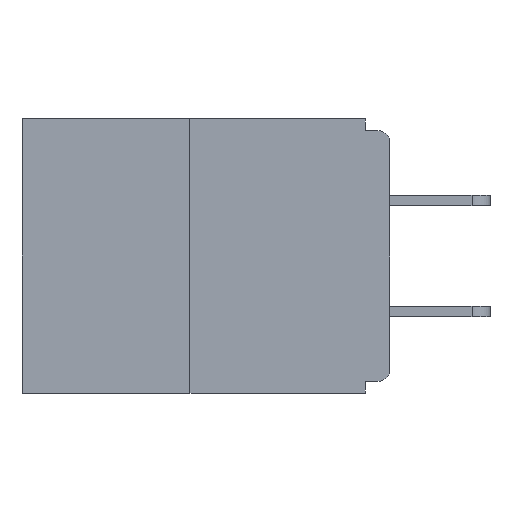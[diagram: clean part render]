
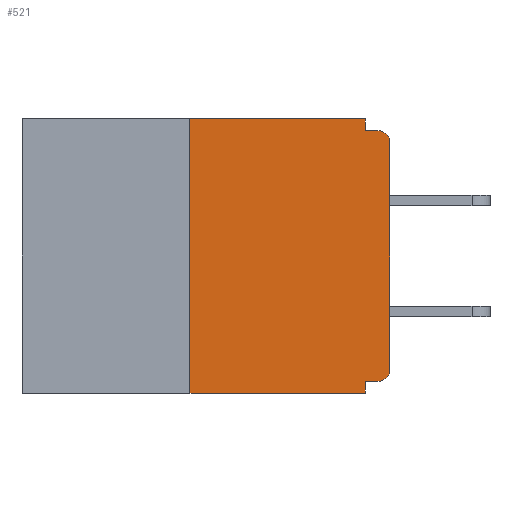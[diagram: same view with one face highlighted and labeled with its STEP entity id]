
A CAD part, left-side view. The second image highlights one B-rep face of the part: STEP entity #521.
In plain terms, the highlighted planar face has unit normal (-1, 0, 0).
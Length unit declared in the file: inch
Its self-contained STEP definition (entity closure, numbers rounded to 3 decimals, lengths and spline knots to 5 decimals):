
#73 = VECTOR ( 'NONE', #6865, 39.37008 ) ;
#326 = VERTEX_POINT ( 'NONE', #7488 ) ;
#396 = AXIS2_PLACEMENT_3D ( 'NONE', #4456, #3144, #3243 ) ;
#521 = ADVANCED_FACE ( 'NONE', ( #820 ), #905, .F. ) ;
#533 = ORIENTED_EDGE ( 'NONE', *, *, #2108, .F. ) ;
#676 = EDGE_CURVE ( 'NONE', #3269, #11327, #11680, .T. ) ;
#761 = DIRECTION ( 'NONE',  ( 0., 0., 1. ) ) ;
#772 = AXIS2_PLACEMENT_3D ( 'NONE', #11336, #5905, #13767 ) ;
#812 = ORIENTED_EDGE ( 'NONE', *, *, #2294, .F. ) ;
#820 = FACE_OUTER_BOUND ( 'NONE', #9749, .T. ) ;
#843 = ORIENTED_EDGE ( 'NONE', *, *, #1944, .F. ) ;
#905 = PLANE ( 'NONE',  #396 ) ;
#929 = LINE ( 'NONE', #5341, #12535 ) ;
#1003 = CARTESIAN_POINT ( 'NONE',  ( 0., 0.031, -0.343 ) ) ;
#1634 = DIRECTION ( 'NONE',  ( 0., -1., 0. ) ) ;
#1913 = VECTOR ( 'NONE', #1634, 39.37008 ) ;
#1944 = EDGE_CURVE ( 'NONE', #8521, #3269, #3128, .T. ) ;
#2108 = EDGE_CURVE ( 'NONE', #5425, #14308, #9280, .T. ) ;
#2255 = VECTOR ( 'NONE', #6893, 39.37008 ) ;
#2294 = EDGE_CURVE ( 'NONE', #5218, #326, #3323, .T. ) ;
#2500 = CARTESIAN_POINT ( 'NONE',  ( 0., 0.031, -0.328 ) ) ;
#2507 = CARTESIAN_POINT ( 'NONE',  ( 0., 0., -0.015 ) ) ;
#2766 = CARTESIAN_POINT ( 'NONE',  ( 0., 0., 0. ) ) ;
#3091 = CARTESIAN_POINT ( 'NONE',  ( 0., 0.25, 0. ) ) ;
#3119 = EDGE_CURVE ( 'NONE', #326, #5425, #929, .T. ) ;
#3128 = LINE ( 'NONE', #3456, #5471 ) ;
#3144 = DIRECTION ( 'NONE',  ( 1., 0., 0. ) ) ;
#3243 = DIRECTION ( 'NONE',  ( 0., 0., -1. ) ) ;
#3269 = VERTEX_POINT ( 'NONE', #2500 ) ;
#3290 = ORIENTED_EDGE ( 'NONE', *, *, #3119, .F. ) ;
#3323 = LINE ( 'NONE', #3091, #5656 ) ;
#3456 = CARTESIAN_POINT ( 'NONE',  ( 0., 0., -0.328 ) ) ;
#4136 = CARTESIAN_POINT ( 'NONE',  ( 0., 0.015, -0.015 ) ) ;
#4157 = AXIS2_PLACEMENT_3D ( 'NONE', #8729, #9845, #12122 ) ;
#4449 = LINE ( 'NONE', #2507, #2255 ) ;
#4456 = CARTESIAN_POINT ( 'NONE',  ( 0., 0.46, 0. ) ) ;
#4621 = ORIENTED_EDGE ( 'NONE', *, *, #676, .F. ) ;
#4774 = EDGE_CURVE ( 'NONE', #14308, #7155, #4449, .T. ) ;
#4889 = ORIENTED_EDGE ( 'NONE', *, *, #6385, .T. ) ;
#5218 = VERTEX_POINT ( 'NONE', #12572 ) ;
#5229 = ORIENTED_EDGE ( 'NONE', *, *, #9146, .T. ) ;
#5341 = CARTESIAN_POINT ( 'NONE',  ( 0., 0.46, 0. ) ) ;
#5425 = VERTEX_POINT ( 'NONE', #14030 ) ;
#5471 = VECTOR ( 'NONE', #5923, 39.37008 ) ;
#5554 = CARTESIAN_POINT ( 'NONE',  ( 0., 0., -0.03 ) ) ;
#5656 = VECTOR ( 'NONE', #761, 39.37008 ) ;
#5905 = DIRECTION ( 'NONE',  ( -1., 0., 0. ) ) ;
#5923 = DIRECTION ( 'NONE',  ( 0., 1., 0. ) ) ;
#6094 = LINE ( 'NONE', #2766, #13729 ) ;
#6106 = VERTEX_POINT ( 'NONE', #13516 ) ;
#6373 = CARTESIAN_POINT ( 'NONE',  ( 0., 0.46, -0.343 ) ) ;
#6385 = EDGE_CURVE ( 'NONE', #9298, #7155, #14821, .T. ) ;
#6865 = DIRECTION ( 'NONE',  ( 0., 0., -1. ) ) ;
#6869 = EDGE_CURVE ( 'NONE', #6106, #9298, #6094, .T. ) ;
#6893 = DIRECTION ( 'NONE',  ( 0., -1., 0. ) ) ;
#7155 = VERTEX_POINT ( 'NONE', #4136 ) ;
#7488 = CARTESIAN_POINT ( 'NONE',  ( 0., 0.25, 0. ) ) ;
#8506 = CARTESIAN_POINT ( 'NONE',  ( 0., 0.031, 0. ) ) ;
#8521 = VERTEX_POINT ( 'NONE', #8855 ) ;
#8669 = CARTESIAN_POINT ( 'NONE',  ( 0., 0.031, -0.015 ) ) ;
#8729 = CARTESIAN_POINT ( 'NONE',  ( 0., 0.015, -0.03 ) ) ;
#8796 = DIRECTION ( 'NONE',  ( 0., -1., 0. ) ) ;
#8855 = CARTESIAN_POINT ( 'NONE',  ( 0., 0.015, -0.328 ) ) ;
#9036 = CARTESIAN_POINT ( 'NONE',  ( 0., 0.031, -0.343 ) ) ;
#9146 = EDGE_CURVE ( 'NONE', #8521, #6106, #9291, .T. ) ;
#9280 = LINE ( 'NONE', #8506, #10919 ) ;
#9291 = CIRCLE ( 'NONE', #772, 0.015 ) ;
#9298 = VERTEX_POINT ( 'NONE', #5554 ) ;
#9749 = EDGE_LOOP ( 'NONE', ( #3290, #812, #14010, #4621, #843, #5229, #9895, #4889, #11249, #533 ) ) ;
#9845 = DIRECTION ( 'NONE',  ( -1., 0., 0. ) ) ;
#9895 = ORIENTED_EDGE ( 'NONE', *, *, #6869, .T. ) ;
#10882 = DIRECTION ( 'NONE',  ( 0., 0., 1. ) ) ;
#10919 = VECTOR ( 'NONE', #11758, 39.37008 ) ;
#11249 = ORIENTED_EDGE ( 'NONE', *, *, #4774, .F. ) ;
#11327 = VERTEX_POINT ( 'NONE', #9036 ) ;
#11336 = CARTESIAN_POINT ( 'NONE',  ( 0., 0.015, -0.313 ) ) ;
#11680 = LINE ( 'NONE', #1003, #73 ) ;
#11758 = DIRECTION ( 'NONE',  ( 0., 0., -1. ) ) ;
#12122 = DIRECTION ( 'NONE',  ( 0., 0., -1. ) ) ;
#12535 = VECTOR ( 'NONE', #8796, 39.37008 ) ;
#12572 = CARTESIAN_POINT ( 'NONE',  ( 0., 0.25, -0.343 ) ) ;
#12600 = LINE ( 'NONE', #6373, #1913 ) ;
#13516 = CARTESIAN_POINT ( 'NONE',  ( 0., 0., -0.313 ) ) ;
#13729 = VECTOR ( 'NONE', #10882, 39.37008 ) ;
#13767 = DIRECTION ( 'NONE',  ( 0., 0., -1. ) ) ;
#14010 = ORIENTED_EDGE ( 'NONE', *, *, #14270, .T. ) ;
#14030 = CARTESIAN_POINT ( 'NONE',  ( 0., 0.031, 0. ) ) ;
#14270 = EDGE_CURVE ( 'NONE', #5218, #11327, #12600, .T. ) ;
#14308 = VERTEX_POINT ( 'NONE', #8669 ) ;
#14821 = CIRCLE ( 'NONE', #4157, 0.015 ) ;
